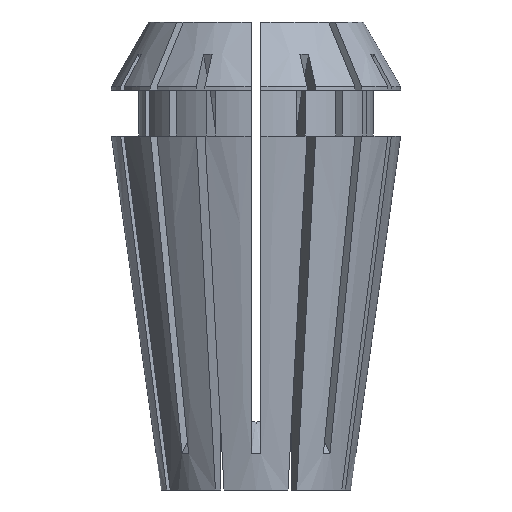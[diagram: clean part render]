
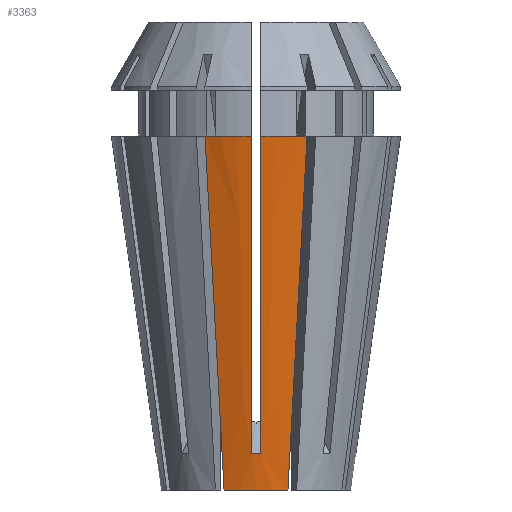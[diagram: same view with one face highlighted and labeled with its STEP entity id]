
A CAD part, left-side view. The second image highlights one B-rep face of the part: STEP entity #3363.
In plain terms, the highlighted conical face has half-angle 8 degrees and reference radius 5.577 mm.
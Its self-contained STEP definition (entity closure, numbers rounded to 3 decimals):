
#6 = VERTEX_POINT ( 'NONE', #3976 ) ;
#64 = CARTESIAN_POINT ( 'NONE',  ( -7.954, -2.997, 20.8 ) ) ;
#131 = CARTESIAN_POINT ( 'NONE',  ( -7.954, 2.997, 20.8 ) ) ;
#179 = ORIENTED_EDGE ( 'NONE', *, *, #4316, .T. ) ;
#181 = DIRECTION ( 'NONE',  ( -1., 0., 0. ) ) ;
#393 = ORIENTED_EDGE ( 'NONE', *, *, #2871, .T. ) ;
#438 = CARTESIAN_POINT ( 'NONE',  ( -5.512, 1.986, 2.007 ) ) ;
#538 = AXIS2_PLACEMENT_3D ( 'NONE', #4263, #2242, #181 ) ;
#566 = ORIENTED_EDGE ( 'NONE', *, *, #593, .T. ) ;
#593 = EDGE_CURVE ( 'NONE', #2302, #1008, #3717, .T. ) ;
#712 = CARTESIAN_POINT ( 'NONE',  ( -7.187, 0.275, 11.494 ) ) ;
#763 = CARTESIAN_POINT ( 'NONE',  ( -8.496, 0.275, 20.8 ) ) ;
#792 = EDGE_CURVE ( 'NONE', #4069, #5307, #2793, .T. ) ;
#947 = B_SPLINE_CURVE_WITH_KNOTS ( 'NONE', 3,
 ( #5055, #5115, #5171, #4349, #1094, #1459, #3974 ),
 .UNSPECIFIED., .F., .F.,
 ( 4, 3, 4 ),
 ( 0.033, 0.043, 0.052 ),
 .UNSPECIFIED. ) ;
#1008 = VERTEX_POINT ( 'NONE', #3394 ) ;
#1019 = CIRCLE ( 'NONE', #538, 8.5 ) ;
#1094 = CARTESIAN_POINT ( 'NONE',  ( -6.749, -0.275, 8.378 ) ) ;
#1371 = CARTESIAN_POINT ( 'NONE',  ( -5.879, 0.092, 2.135 ) ) ;
#1443 = ORIENTED_EDGE ( 'NONE', *, *, #792, .F. ) ;
#1459 = CARTESIAN_POINT ( 'NONE',  ( -6.311, -0.275, 5.262 ) ) ;
#1464 = DIRECTION ( 'NONE',  ( -1., 0., 0. ) ) ;
#1480 = DIRECTION ( 'NONE',  ( 0., 0., -1. ) ) ;
#1656 = CARTESIAN_POINT ( 'NONE',  ( -6.674, 2.467, 10.948 ) ) ;
#1757 = B_SPLINE_CURVE_WITH_KNOTS ( 'NONE', 3,
 ( #4693, #1371, #4627, #4248 ),
 .UNSPECIFIED., .F., .F.,
 ( 4, 4 ),
 ( 0., 0.001 ),
 .UNSPECIFIED. ) ;
#1820 = CARTESIAN_POINT ( 'NONE',  ( -5.773, -2.094, 4.015 ) ) ;
#1921 = CARTESIAN_POINT ( 'NONE',  ( 0., 0., 20.8 ) ) ;
#1946 = CARTESIAN_POINT ( 'NONE',  ( -6.749, 0.275, 8.378 ) ) ;
#2242 = DIRECTION ( 'NONE',  ( 0., 0., -1. ) ) ;
#2299 = CARTESIAN_POINT ( 'NONE',  ( -5.872, 0.275, 2.146 ) ) ;
#2302 = VERTEX_POINT ( 'NONE', #2739 ) ;
#2347 = DIRECTION ( 'NONE',  ( 1., 0., 0. ) ) ;
#2393 = DIRECTION ( 'NONE',  ( 0., 0., 1. ) ) ;
#2469 = CARTESIAN_POINT ( 'NONE',  ( -5.872, -0.275, 2.146 ) ) ;
#2484 = CARTESIAN_POINT ( 'NONE',  ( -5.773, 2.094, 4.015 ) ) ;
#2497 = CARTESIAN_POINT ( 'NONE',  ( -7.314, 2.732, 15.874 ) ) ;
#2518 = FACE_OUTER_BOUND ( 'NONE', #4314, .T. ) ;
#2521 = CARTESIAN_POINT ( 'NONE',  ( -5.512, -1.986, 2.007 ) ) ;
#2562 = AXIS2_PLACEMENT_3D ( 'NONE', #1921, #1480, #1464 ) ;
#2640 = CARTESIAN_POINT ( 'NONE',  ( -7.314, -2.732, 15.874 ) ) ;
#2641 = ORIENTED_EDGE ( 'NONE', *, *, #3547, .F. ) ;
#2642 = AXIS2_PLACEMENT_3D ( 'NONE', #5108, #3094, #3509 ) ;
#2709 = VERTEX_POINT ( 'NONE', #3751 ) ;
#2739 = CARTESIAN_POINT ( 'NONE',  ( -7.954, -2.997, 20.8 ) ) ;
#2771 = CARTESIAN_POINT ( 'NONE',  ( -6.311, 0.275, 5.262 ) ) ;
#2793 = B_SPLINE_CURVE_WITH_KNOTS ( 'NONE', 3,
 ( #763, #4388, #3622, #712, #1946, #2771, #3606 ),
 .UNSPECIFIED., .F., .F.,
 ( 4, 3, 4 ),
 ( 0.033, 0.043, 0.052 ),
 .UNSPECIFIED. ) ;
#2871 = EDGE_CURVE ( 'NONE', #3159, #6, #2949, .T. ) ;
#2903 = CIRCLE ( 'NONE', #2642, 5.577 ) ;
#2949 = B_SPLINE_CURVE_WITH_KNOTS ( 'NONE', 3,
 ( #3738, #2497, #1656, #4500, #2484, #438, #5235 ),
 .UNSPECIFIED., .F., .F.,
 ( 4, 3, 4 ),
 ( 0., 0.015, 0.021 ),
 .UNSPECIFIED. ) ;
#3037 = CARTESIAN_POINT ( 'NONE',  ( -6.674, -2.467, 10.948 ) ) ;
#3094 = DIRECTION ( 'NONE',  ( 0., 0., -1. ) ) ;
#3132 = ORIENTED_EDGE ( 'NONE', *, *, #3235, .F. ) ;
#3159 = VERTEX_POINT ( 'NONE', #131 ) ;
#3235 = EDGE_CURVE ( 'NONE', #2302, #2709, #3810, .T. ) ;
#3352 = CARTESIAN_POINT ( 'NONE',  ( -6.034, -2.202, 6.022 ) ) ;
#3363 = ADVANCED_FACE ( 'NONE', ( #2518 ), #4484, .T. ) ;
#3394 = CARTESIAN_POINT ( 'NONE',  ( -8.496, -0.275, 20.8 ) ) ;
#3509 = DIRECTION ( 'NONE',  ( -1., 0., 0. ) ) ;
#3547 = EDGE_CURVE ( 'NONE', #2709, #6, #2903, .T. ) ;
#3577 = EDGE_CURVE ( 'NONE', #4069, #3159, #1019, .T. ) ;
#3601 = AXIS2_PLACEMENT_3D ( 'NONE', #3972, #2393, #2347 ) ;
#3606 = CARTESIAN_POINT ( 'NONE',  ( -5.872, 0.275, 2.146 ) ) ;
#3608 = ORIENTED_EDGE ( 'NONE', *, *, #4258, .F. ) ;
#3622 = CARTESIAN_POINT ( 'NONE',  ( -7.624, 0.275, 14.596 ) ) ;
#3717 = CIRCLE ( 'NONE', #2562, 8.5 ) ;
#3738 = CARTESIAN_POINT ( 'NONE',  ( -7.954, 2.997, 20.8 ) ) ;
#3751 = CARTESIAN_POINT ( 'NONE',  ( -5.252, -1.878, 0. ) ) ;
#3810 = B_SPLINE_CURVE_WITH_KNOTS ( 'NONE', 3,
 ( #64, #2640, #3037, #3352, #1820, #2521, #4655 ),
 .UNSPECIFIED., .F., .F.,
 ( 4, 3, 4 ),
 ( 0., 0.015, 0.021 ),
 .UNSPECIFIED. ) ;
#3972 = CARTESIAN_POINT ( 'NONE',  ( 0., 0., 0. ) ) ;
#3974 = CARTESIAN_POINT ( 'NONE',  ( -5.872, -0.275, 2.146 ) ) ;
#3976 = CARTESIAN_POINT ( 'NONE',  ( -5.252, 1.878, 0. ) ) ;
#4069 = VERTEX_POINT ( 'NONE', #4924 ) ;
#4248 = CARTESIAN_POINT ( 'NONE',  ( -5.872, -0.275, 2.146 ) ) ;
#4258 = EDGE_CURVE ( 'NONE', #5307, #4976, #1757, .T. ) ;
#4263 = CARTESIAN_POINT ( 'NONE',  ( 0., 0., 20.8 ) ) ;
#4314 = EDGE_LOOP ( 'NONE', ( #4624, #393, #2641, #3132, #566, #179, #3608, #1443 ) ) ;
#4316 = EDGE_CURVE ( 'NONE', #1008, #4976, #947, .T. ) ;
#4349 = CARTESIAN_POINT ( 'NONE',  ( -7.187, -0.275, 11.494 ) ) ;
#4388 = CARTESIAN_POINT ( 'NONE',  ( -8.06, 0.275, 17.698 ) ) ;
#4484 = CONICAL_SURFACE ( 'NONE', #3601, 5.577, 0.14 ) ;
#4500 = CARTESIAN_POINT ( 'NONE',  ( -6.034, 2.202, 6.022 ) ) ;
#4624 = ORIENTED_EDGE ( 'NONE', *, *, #3577, .T. ) ;
#4627 = CARTESIAN_POINT ( 'NONE',  ( -5.879, -0.092, 2.135 ) ) ;
#4655 = CARTESIAN_POINT ( 'NONE',  ( -5.252, -1.878, 0. ) ) ;
#4693 = CARTESIAN_POINT ( 'NONE',  ( -5.872, 0.275, 2.146 ) ) ;
#4924 = CARTESIAN_POINT ( 'NONE',  ( -8.496, 0.275, 20.8 ) ) ;
#4976 = VERTEX_POINT ( 'NONE', #2469 ) ;
#5055 = CARTESIAN_POINT ( 'NONE',  ( -8.496, -0.275, 20.8 ) ) ;
#5108 = CARTESIAN_POINT ( 'NONE',  ( 0., 0., 0. ) ) ;
#5115 = CARTESIAN_POINT ( 'NONE',  ( -8.06, -0.275, 17.698 ) ) ;
#5171 = CARTESIAN_POINT ( 'NONE',  ( -7.624, -0.275, 14.596 ) ) ;
#5235 = CARTESIAN_POINT ( 'NONE',  ( -5.252, 1.878, 0. ) ) ;
#5307 = VERTEX_POINT ( 'NONE', #2299 ) ;
